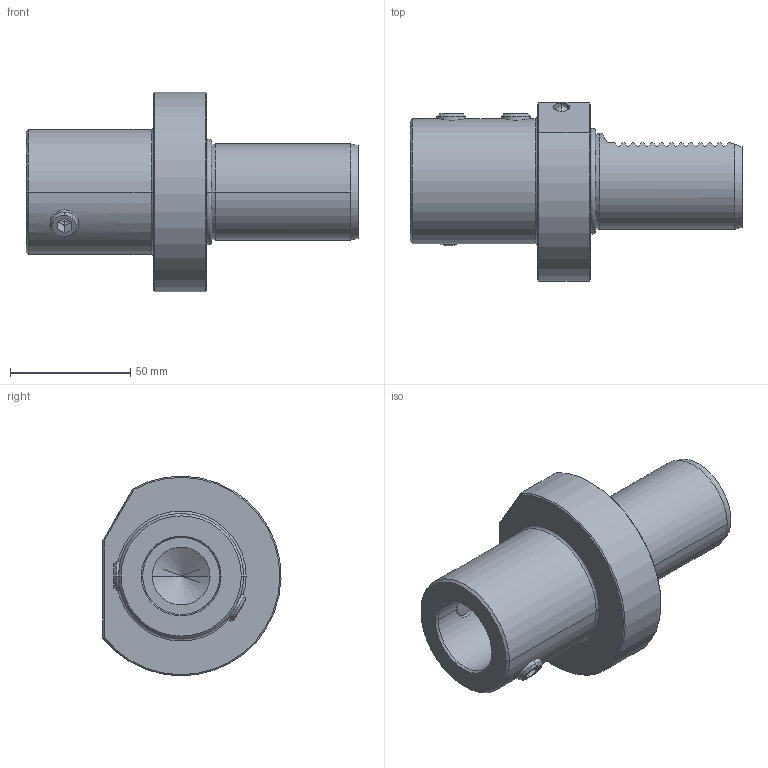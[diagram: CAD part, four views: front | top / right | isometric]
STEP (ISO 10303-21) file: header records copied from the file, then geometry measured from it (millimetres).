
FILE_DESCRIPTION((''),'2;1');
FILE_NAME('223055150_SW0001','2017-06-07T',('czauner'),(''),'PRO/ENGINEER BY PARAMETRIC TECHNOLOGY CORPORATION, 2011040','PRO/ENGINEER BY PARAMETRIC TECHNOLOGY CORPORATION, 2011040','');
FILE_SCHEMA(('AUTOMOTIVE_DESIGN { 1 2 10303 214 0 1 1 1 }'));
Length unit declared in the file: millimetre
Products named in the file (1): 223055150_SW0001
Bounding box: 138 x 73.99 x 82.98 mm (x, y, z)
Volume: 238695.9 mm3; surface area: 42120.4 mm2
Topology: 2 solids, 2 shells, 201 faces, 489 edges, 292 vertices
Faces by surface type: plane 79, cylinder 55, cone 45, torus 14, sphere 4, revolution 4
Entity records: 8884 total; most frequent: CARTESIAN_POINT 2849, ORIENTED_EDGE 946, DIRECTION 896, EDGE_CURVE 473, AXIS2_PLACEMENT_3D 330, VERTEX_POINT 292, VECTOR 232, LINE 232
